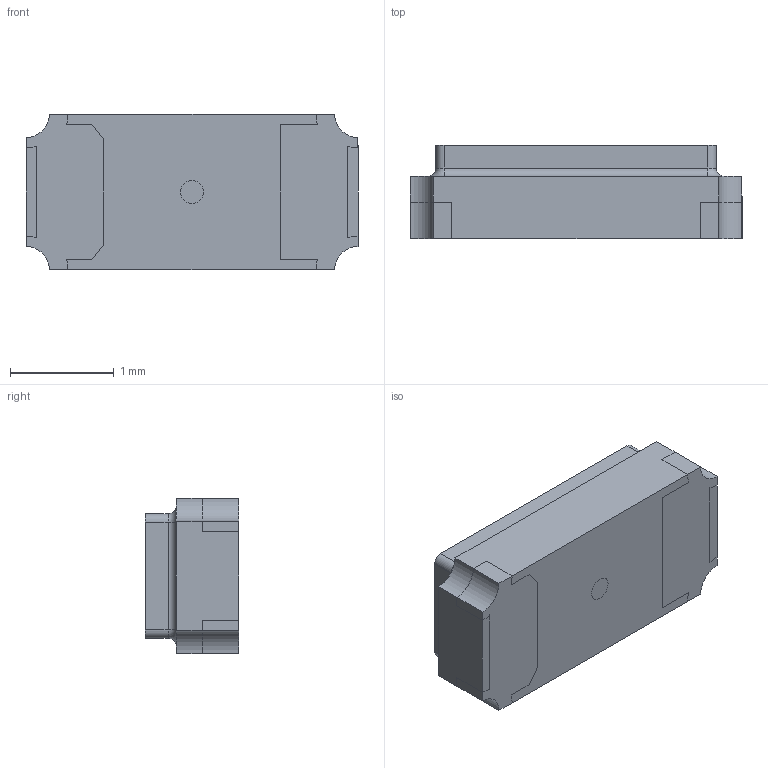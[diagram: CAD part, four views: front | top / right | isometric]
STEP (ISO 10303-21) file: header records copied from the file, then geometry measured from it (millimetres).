
FILE_DESCRIPTION (( 'STEP AP214' ), '1' );
FILE_NAME ('FC-135 32.7680KA-A3.STEP', '2021-08-02T11:16:36', ( '' ), ( '' ), 'SwSTEP 2.0', 'SolidWorks 2018', '' );
FILE_SCHEMA (( 'AUTOMOTIVE_DESIGN' ));
Length unit declared in the file: millimetre
Products named in the file (2): FC-135 32.7680KA-A3
Bounding box: 3.2 x 0.9 x 1.5 mm (x, y, z)
Volume: 3.8 mm3; surface area: 25.3 mm2
Topology: 4 solids, 4 shells, 90 faces, 232 edges, 152 vertices
Faces by surface type: plane 50, cylinder 36, torus 4
Entity records: 3781 total; most frequent: DIRECTION 492, CARTESIAN_POINT 476, ORIENTED_EDGE 464, EDGE_CURVE 232, AXIS2_PLACEMENT_3D 168, LINE 156, VECTOR 156, VERTEX_POINT 152
